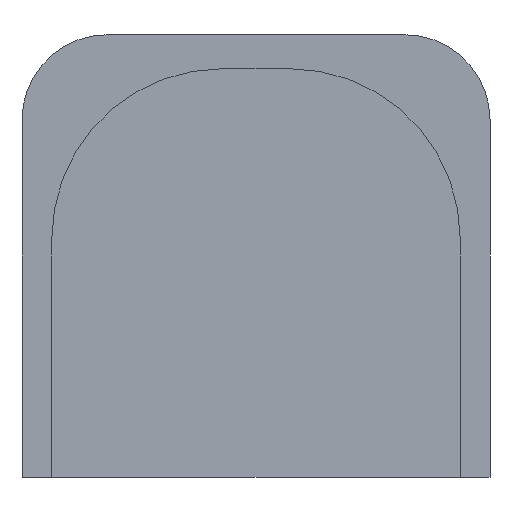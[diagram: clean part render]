
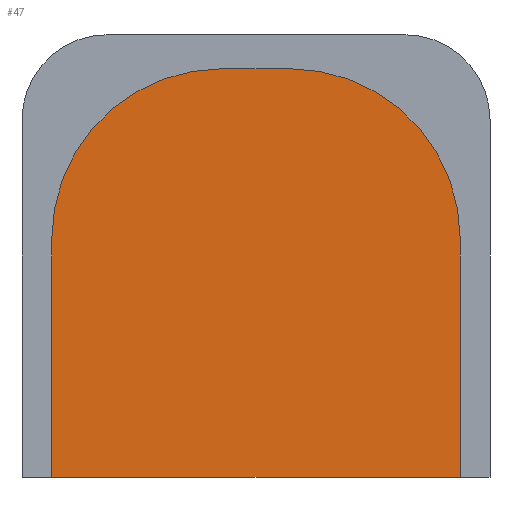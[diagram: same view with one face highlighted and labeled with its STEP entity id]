
A CAD part, front view. The second image highlights one B-rep face of the part: STEP entity #47.
In plain terms, the highlighted planar face has unit normal (0, -1, 0).
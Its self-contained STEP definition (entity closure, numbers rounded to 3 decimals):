
#47=ADVANCED_FACE('',(#71),#61,.F.);
#61=PLANE('',#304);
#71=FACE_OUTER_BOUND('',#85,.T.);
#85=EDGE_LOOP('',(#148,#149,#150,#151,#152,#153));
#96=CIRCLE('',#302,10.);
#97=CIRCLE('',#303,10.);
#148=ORIENTED_EDGE('',*,*,#225,.T.);
#149=ORIENTED_EDGE('',*,*,#228,.T.);
#150=ORIENTED_EDGE('',*,*,#221,.T.);
#151=ORIENTED_EDGE('',*,*,#229,.T.);
#152=ORIENTED_EDGE('',*,*,#226,.T.);
#153=ORIENTED_EDGE('',*,*,#206,.F.);
#182=VERTEX_POINT('',#410);
#183=VERTEX_POINT('',#411);
#190=VERTEX_POINT('',#438);
#191=VERTEX_POINT('',#439);
#192=VERTEX_POINT('',#444);
#193=VERTEX_POINT('',#448);
#206=EDGE_CURVE('',#182,#183,#238,.T.);
#221=EDGE_CURVE('',#190,#191,#251,.T.);
#225=EDGE_CURVE('',#182,#192,#255,.T.);
#226=EDGE_CURVE('',#193,#183,#256,.T.);
#228=EDGE_CURVE('',#192,#190,#96,.T.);
#229=EDGE_CURVE('',#191,#193,#97,.T.);
#238=LINE('',#409,#266);
#251=LINE('',#437,#279);
#255=LINE('',#445,#283);
#256=LINE('',#447,#284);
#266=VECTOR('',#329,1.);
#279=VECTOR('',#356,1.);
#283=VECTOR('',#362,1.);
#284=VECTOR('',#365,1.);
#302=AXIS2_PLACEMENT_3D('',#451,#369,#370);
#303=AXIS2_PLACEMENT_3D('',#452,#371,#372);
#304=AXIS2_PLACEMENT_3D('',#453,#373,#374);
#329=DIRECTION('',(-1.,0.,0.));
#356=DIRECTION('',(-1.,0.,0.));
#362=DIRECTION('',(0.,0.,1.));
#365=DIRECTION('',(0.,0.,-1.));
#369=DIRECTION('',(0.,-1.,0.));
#370=DIRECTION('',(0.,0.,1.));
#371=DIRECTION('',(0.,-1.,0.));
#372=DIRECTION('',(0.,0.,1.));
#373=DIRECTION('',(0.,1.,0.));
#374=DIRECTION('',(0.,0.,1.));
#409=CARTESIAN_POINT('',(46.,71.,87.));
#410=CARTESIAN_POINT('',(46.,71.,87.));
#411=CARTESIAN_POINT('',(22.,71.,87.));
#437=CARTESIAN_POINT('',(22.,71.,111.));
#438=CARTESIAN_POINT('',(36.,71.,111.));
#439=CARTESIAN_POINT('',(32.,71.,111.));
#444=CARTESIAN_POINT('',(46.,71.,101.));
#445=CARTESIAN_POINT('',(46.,71.,111.));
#447=CARTESIAN_POINT('',(22.,71.,87.));
#448=CARTESIAN_POINT('',(22.,71.,101.));
#451=CARTESIAN_POINT('',(36.,71.,101.));
#452=CARTESIAN_POINT('',(32.,71.,101.));
#453=CARTESIAN_POINT('',(0.,71.,0.));
